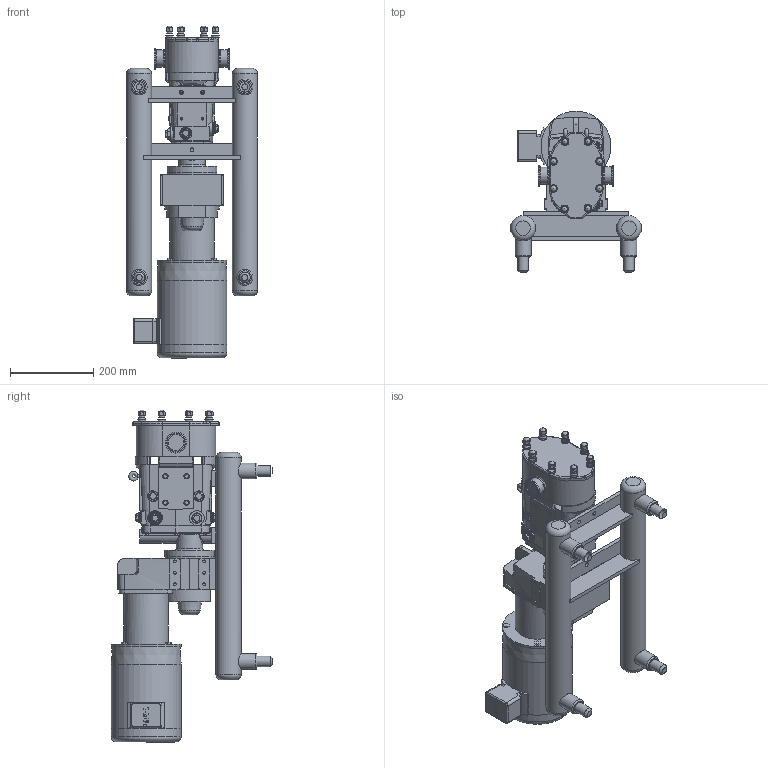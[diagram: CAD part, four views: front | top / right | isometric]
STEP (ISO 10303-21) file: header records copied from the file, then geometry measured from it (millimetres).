
FILE_DESCRIPTION(/* description */ (''),/* implementation_level */ '2;1');
FILE_NAME(/* name */ 'U3_018U3_56C_1.5x1.5_S-Line_0.5HP_LH_SM.stp',/* time_stamp */ '2021-05-24T19:08:33+06:00',/* author */ ('trtmhr'),/* organization */ (''),/* preprocessor_version */ 'ST-DEVELOPER v18.1',/* originating_system */ 'Autodesk Inventor 2020',/* authorisation */ '');
FILE_SCHEMA (('AUTOMOTIVE_DESIGN { 1 0 10303 214 3 1 1 }'));
Length unit declared in the file: inch
Products named in the file (1): U3_018U3_56C_1.5x1.5_S-Line_0.5HP_LH_SM
Bounding box: 314.32 x 387.91 x 796.9 mm (x, y, z)
Volume: 18250990.8 mm3; surface area: 947988.2 mm2
Topology: 5 solids, 5 shells, 1029 faces, 2810 edges, 1865 vertices
Faces by surface type: plane 508, cylinder 317, torus 77, cone 67, bspline 52, sphere 8
Full cylindrical faces by diameter (mm): 6.35 x12, 6.528 x4, 7.62 x2, 7.798 x1, 9.525 x3, 14.275 x8, 15.24 x1, 19.05 x8, 23.876 x3, 25.4 x11, 29.21 x2, 31.75 x3, 35.052 x2, 38.1 x6, 41.275 x4, 42.291 x2, 50.495 x2, 63.5 x1, 107.01 x1, 119.888 x1, 119.99 x1, 167.945 x1, 167.97 x1, 167.996 x1
Entity records: 34616 total; most frequent: CARTESIAN_POINT 8170, ORIENTED_EDGE 5594, DIRECTION 5558, EDGE_CURVE 2797, AXIS2_PLACEMENT_3D 2105, VERTEX_POINT 1865, LINE 1348, VECTOR 1348
